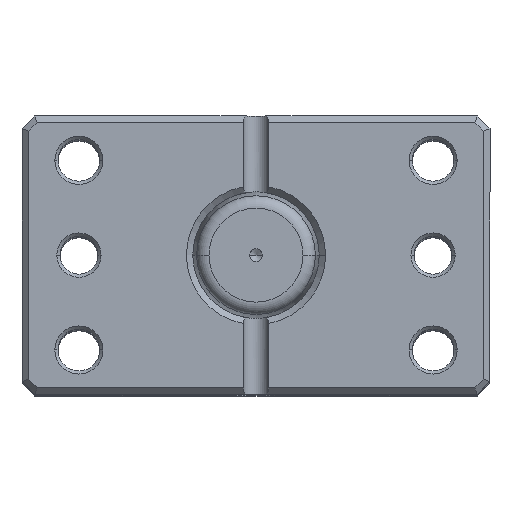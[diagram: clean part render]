
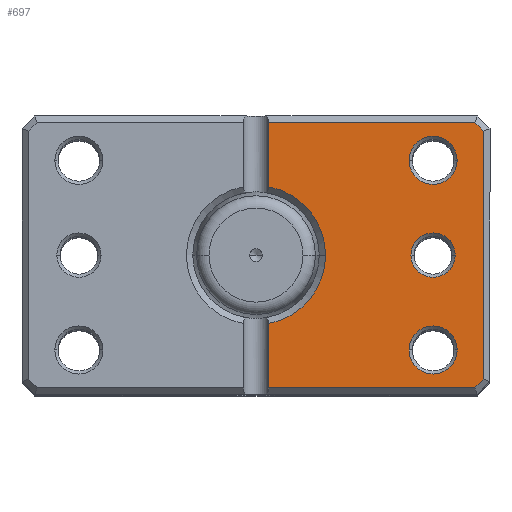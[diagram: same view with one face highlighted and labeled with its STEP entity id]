
A CAD part, top view. The second image highlights one B-rep face of the part: STEP entity #697.
In plain terms, the highlighted face is planar.
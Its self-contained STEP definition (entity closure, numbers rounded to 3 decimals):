
#11 = CARTESIAN_POINT ( 'NONE',  ( -28., 15., 0. ) ) ;
#65 = ORIENTED_EDGE ( 'NONE', *, *, #5688, .T. ) ;
#79 = EDGE_CURVE ( 'NONE', #2970, #2687, #6945, .T. ) ;
#130 = AXIS2_PLACEMENT_3D ( 'NONE', #4533, #4274, #5131 ) ;
#143 = AXIS2_PLACEMENT_3D ( 'NONE', #3773, #450, #4319 ) ;
#171 = LINE ( 'NONE', #2312, #1472 ) ;
#255 = EDGE_CURVE ( 'NONE', #926, #1109, #4972, .T. ) ;
#404 = CARTESIAN_POINT ( 'NONE',  ( -28., 0., 0. ) ) ;
#450 = DIRECTION ( 'NONE',  ( 0., 0., 1. ) ) ;
#466 = DIRECTION ( 'NONE',  ( 0., 0., 1. ) ) ;
#478 = CARTESIAN_POINT ( 'NONE',  ( -27.793, 27.793, 0. ) ) ;
#487 = DIRECTION ( 'NONE',  ( 1., 0., 0. ) ) ;
#561 = CARTESIAN_POINT ( 'NONE',  ( -28., 15., 0. ) ) ;
#578 = DIRECTION ( 'NONE',  ( 1., 0., 0. ) ) ;
#593 = ORIENTED_EDGE ( 'NONE', *, *, #4247, .T. ) ;
#618 = ORIENTED_EDGE ( 'NONE', *, *, #3282, .T. ) ;
#697 = ADVANCED_FACE ( 'NONE', ( #3681, #6257, #3333, #3500 ), #2848, .F. ) ;
#762 = LINE ( 'NONE', #1818, #6474 ) ;
#813 = CARTESIAN_POINT ( 'NONE',  ( -34.586, -21., 0. ) ) ;
#926 = VERTEX_POINT ( 'NONE', #6058 ) ;
#946 = VERTEX_POINT ( 'NONE', #4817 ) ;
#1029 = EDGE_CURVE ( 'NONE', #6447, #4765, #762, .T. ) ;
#1050 = VERTEX_POINT ( 'NONE', #6217 ) ;
#1109 = VERTEX_POINT ( 'NONE', #4415 ) ;
#1119 = VERTEX_POINT ( 'NONE', #4524 ) ;
#1262 = LINE ( 'NONE', #478, #2594 ) ;
#1408 = CARTESIAN_POINT ( 'NONE',  ( -2., -21., 0. ) ) ;
#1426 = CIRCLE ( 'NONE', #3961, 3.8 ) ;
#1472 = VECTOR ( 'NONE', #6712, 1000. ) ;
#1505 = LINE ( 'NONE', #4626, #4294 ) ;
#1527 = DIRECTION ( 'NONE',  ( 1., 0., 0. ) ) ;
#1736 = AXIS2_PLACEMENT_3D ( 'NONE', #404, #466, #487 ) ;
#1768 = EDGE_CURVE ( 'NONE', #2687, #2970, #5267, .T. ) ;
#1769 = CARTESIAN_POINT ( 'NONE',  ( 0., 0., 0. ) ) ;
#1818 = CARTESIAN_POINT ( 'NONE',  ( 0., 21., 0. ) ) ;
#2201 = EDGE_LOOP ( 'NONE', ( #2554, #4256 ) ) ;
#2292 = CARTESIAN_POINT ( 'NONE',  ( 0., 0., 0. ) ) ;
#2312 = CARTESIAN_POINT ( 'NONE',  ( 0., -21., 0. ) ) ;
#2413 = CARTESIAN_POINT ( 'NONE',  ( -28., -15., 0. ) ) ;
#2554 = ORIENTED_EDGE ( 'NONE', *, *, #79, .T. ) ;
#2594 = VECTOR ( 'NONE', #3245, 1000. ) ;
#2687 = VERTEX_POINT ( 'NONE', #4196 ) ;
#2848 = PLANE ( 'NONE',  #7119 ) ;
#2865 = DIRECTION ( 'NONE',  ( 1., 0., 0. ) ) ;
#2911 = CARTESIAN_POINT ( 'NONE',  ( -28., -15., 0. ) ) ;
#2941 = VERTEX_POINT ( 'NONE', #6514 ) ;
#2951 = ORIENTED_EDGE ( 'NONE', *, *, #3497, .T. ) ;
#2970 = VERTEX_POINT ( 'NONE', #3258 ) ;
#2981 = DIRECTION ( 'NONE',  ( 1., 0., 0. ) ) ;
#3073 = CARTESIAN_POINT ( 'NONE',  ( -27.793, -27.793, 0. ) ) ;
#3089 = CIRCLE ( 'NONE', #5363, 11. ) ;
#3168 = EDGE_CURVE ( 'NONE', #5611, #6700, #171, .T. ) ;
#3185 = CIRCLE ( 'NONE', #143, 11. ) ;
#3209 = VERTEX_POINT ( 'NONE', #5105 ) ;
#3245 = DIRECTION ( 'NONE',  ( 0.707, 0.707, 0. ) ) ;
#3258 = CARTESIAN_POINT ( 'NONE',  ( -31.5, 0., 0. ) ) ;
#3282 = EDGE_CURVE ( 'NONE', #4765, #3849, #3915, .T. ) ;
#3333 = FACE_BOUND ( 'NONE', #5868, .T. ) ;
#3470 = DIRECTION ( 'NONE',  ( 1., 0., 0. ) ) ;
#3497 = EDGE_CURVE ( 'NONE', #1119, #6832, #3985, .T. ) ;
#3500 = FACE_OUTER_BOUND ( 'NONE', #4519, .T. ) ;
#3681 = FACE_BOUND ( 'NONE', #2201, .T. ) ;
#3773 = CARTESIAN_POINT ( 'NONE',  ( 0., 0., 0. ) ) ;
#3781 = LINE ( 'NONE', #3073, #5248 ) ;
#3783 = DIRECTION ( 'NONE',  ( 0., 1., 0. ) ) ;
#3827 = ORIENTED_EDGE ( 'NONE', *, *, #7122, .T. ) ;
#3849 = VERTEX_POINT ( 'NONE', #4981 ) ;
#3899 = ORIENTED_EDGE ( 'NONE', *, *, #6413, .T. ) ;
#3903 = DIRECTION ( 'NONE',  ( 0., 0., 1. ) ) ;
#3915 = LINE ( 'NONE', #4120, #6665 ) ;
#3952 = DIRECTION ( 'NONE',  ( 0., 0., 1. ) ) ;
#3961 = AXIS2_PLACEMENT_3D ( 'NONE', #11, #3903, #578 ) ;
#3985 = LINE ( 'NONE', #7062, #6745 ) ;
#4120 = CARTESIAN_POINT ( 'NONE',  ( -2., 22., 0. ) ) ;
#4164 = DIRECTION ( 'NONE',  ( -0.707, 0.707, 0. ) ) ;
#4196 = CARTESIAN_POINT ( 'NONE',  ( -24.5, 0., 0. ) ) ;
#4247 = EDGE_CURVE ( 'NONE', #3209, #2941, #5019, .T. ) ;
#4256 = ORIENTED_EDGE ( 'NONE', *, *, #1768, .T. ) ;
#4274 = DIRECTION ( 'NONE',  ( 0., 0., 1. ) ) ;
#4294 = VECTOR ( 'NONE', #5202, 1000. ) ;
#4319 = DIRECTION ( 'NONE',  ( 1., 0., 0. ) ) ;
#4385 = DIRECTION ( 'NONE',  ( 1., 0., 0. ) ) ;
#4415 = CARTESIAN_POINT ( 'NONE',  ( -24.2, 15., 0. ) ) ;
#4519 = EDGE_LOOP ( 'NONE', ( #618, #65, #4931, #3827, #6325, #6582, #2951, #6656, #5809 ) ) ;
#4524 = CARTESIAN_POINT ( 'NONE',  ( -36., -19.586, 0. ) ) ;
#4533 = CARTESIAN_POINT ( 'NONE',  ( -28., 0., 0. ) ) ;
#4543 = EDGE_CURVE ( 'NONE', #6832, #6447, #1262, .T. ) ;
#4550 = ORIENTED_EDGE ( 'NONE', *, *, #255, .T. ) ;
#4626 = CARTESIAN_POINT ( 'NONE',  ( -2., 22., 0. ) ) ;
#4654 = DIRECTION ( 'NONE',  ( 0., -1., 0. ) ) ;
#4765 = VERTEX_POINT ( 'NONE', #6180 ) ;
#4817 = CARTESIAN_POINT ( 'NONE',  ( -2., -10.817, 0. ) ) ;
#4888 = AXIS2_PLACEMENT_3D ( 'NONE', #2911, #6769, #3470 ) ;
#4931 = ORIENTED_EDGE ( 'NONE', *, *, #5933, .T. ) ;
#4972 = CIRCLE ( 'NONE', #6560, 3.8 ) ;
#4981 = CARTESIAN_POINT ( 'NONE',  ( -2., 10.817, 0. ) ) ;
#5008 = ORIENTED_EDGE ( 'NONE', *, *, #5356, .T. ) ;
#5019 = CIRCLE ( 'NONE', #6979, 3.8 ) ;
#5105 = CARTESIAN_POINT ( 'NONE',  ( -31.8, -15., 0. ) ) ;
#5131 = DIRECTION ( 'NONE',  ( 1., 0., 0. ) ) ;
#5202 = DIRECTION ( 'NONE',  ( 0., -1., 0. ) ) ;
#5248 = VECTOR ( 'NONE', #4164, 1000. ) ;
#5267 = CIRCLE ( 'NONE', #130, 3.5 ) ;
#5356 = EDGE_CURVE ( 'NONE', #2941, #3209, #6717, .T. ) ;
#5363 = AXIS2_PLACEMENT_3D ( 'NONE', #2292, #6172, #2865 ) ;
#5611 = VERTEX_POINT ( 'NONE', #1408 ) ;
#5688 = EDGE_CURVE ( 'NONE', #3849, #1050, #3185, .T. ) ;
#5809 = ORIENTED_EDGE ( 'NONE', *, *, #1029, .T. ) ;
#5868 = EDGE_LOOP ( 'NONE', ( #4550, #3899 ) ) ;
#5933 = EDGE_CURVE ( 'NONE', #1050, #946, #3089, .T. ) ;
#6058 = CARTESIAN_POINT ( 'NONE',  ( -31.8, 15., 0. ) ) ;
#6135 = CARTESIAN_POINT ( 'NONE',  ( -34.586, 21., 0. ) ) ;
#6172 = DIRECTION ( 'NONE',  ( 0., 0., 1. ) ) ;
#6180 = CARTESIAN_POINT ( 'NONE',  ( -2., 21., 0. ) ) ;
#6217 = CARTESIAN_POINT ( 'NONE',  ( -11., 0., 0. ) ) ;
#6257 = FACE_BOUND ( 'NONE', #6392, .T. ) ;
#6282 = DIRECTION ( 'NONE',  ( 0., 0., 1. ) ) ;
#6325 = ORIENTED_EDGE ( 'NONE', *, *, #3168, .T. ) ;
#6392 = EDGE_LOOP ( 'NONE', ( #593, #5008 ) ) ;
#6413 = EDGE_CURVE ( 'NONE', #1109, #926, #1426, .T. ) ;
#6447 = VERTEX_POINT ( 'NONE', #6135 ) ;
#6449 = DIRECTION ( 'NONE',  ( 0., 0., 1. ) ) ;
#6474 = VECTOR ( 'NONE', #6998, 1000. ) ;
#6514 = CARTESIAN_POINT ( 'NONE',  ( -24.2, -15., 0. ) ) ;
#6560 = AXIS2_PLACEMENT_3D ( 'NONE', #561, #6449, #4385 ) ;
#6582 = ORIENTED_EDGE ( 'NONE', *, *, #6719, .T. ) ;
#6656 = ORIENTED_EDGE ( 'NONE', *, *, #4543, .T. ) ;
#6665 = VECTOR ( 'NONE', #4654, 1000. ) ;
#6700 = VERTEX_POINT ( 'NONE', #813 ) ;
#6712 = DIRECTION ( 'NONE',  ( -1., 0., 0. ) ) ;
#6717 = CIRCLE ( 'NONE', #4888, 3.8 ) ;
#6719 = EDGE_CURVE ( 'NONE', #6700, #1119, #3781, .T. ) ;
#6745 = VECTOR ( 'NONE', #3783, 1000. ) ;
#6769 = DIRECTION ( 'NONE',  ( 0., 0., 1. ) ) ;
#6832 = VERTEX_POINT ( 'NONE', #7091 ) ;
#6945 = CIRCLE ( 'NONE', #1736, 3.5 ) ;
#6979 = AXIS2_PLACEMENT_3D ( 'NONE', #2413, #6282, #2981 ) ;
#6998 = DIRECTION ( 'NONE',  ( 1., 0., 0. ) ) ;
#7062 = CARTESIAN_POINT ( 'NONE',  ( -36., 0., 0. ) ) ;
#7091 = CARTESIAN_POINT ( 'NONE',  ( -36., 19.586, 0. ) ) ;
#7119 = AXIS2_PLACEMENT_3D ( 'NONE', #1769, #3952, #1527 ) ;
#7122 = EDGE_CURVE ( 'NONE', #946, #5611, #1505, .T. ) ;
